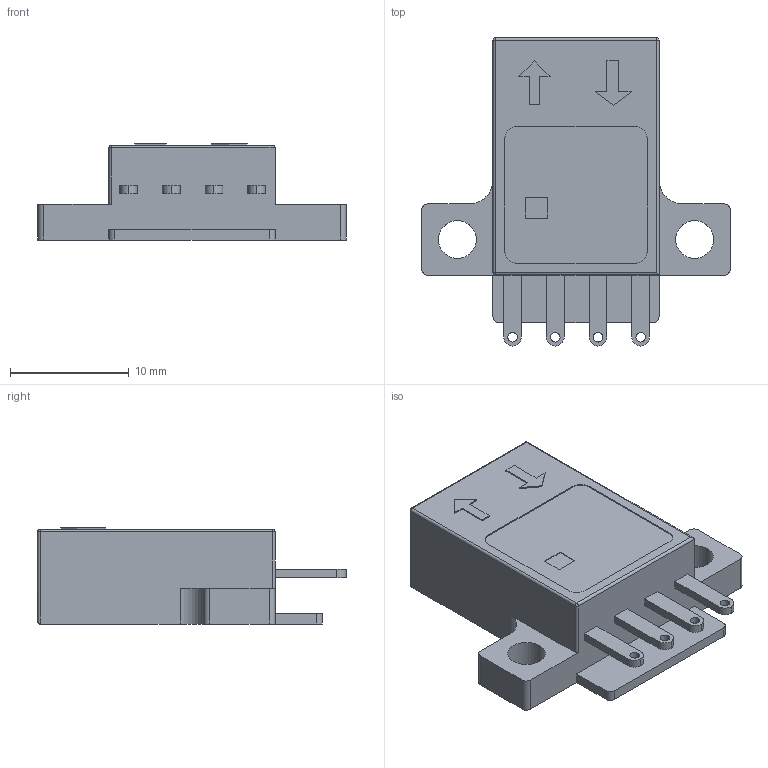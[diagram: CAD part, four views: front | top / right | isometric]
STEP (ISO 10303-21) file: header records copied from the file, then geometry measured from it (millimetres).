
FILE_DESCRIPTION (( 'STEP AP214' ), '1' );
FILE_NAME ('MP2-412.STEP', '2015-07-31T06:05:39', ( '' ), ( '' ), 'SwSTEP 2.0', 'SolidWorks 2013', '' );
FILE_SCHEMA (( 'AUTOMOTIVE_DESIGN' ));
Length unit declared in the file: millimetre
Products named in the file (1): MP2-412
Bounding box: 26 x 26 x 8.1 mm (x, y, z)
Volume: 857.5 mm3; surface area: 2467.1 mm2
Topology: 1 solids, 2 shells, 112 faces, 288 edges, 186 vertices
Faces by surface type: plane 69, cylinder 40, sphere 3
Entity records: 3885 total; most frequent: CARTESIAN_POINT 593, DIRECTION 582, ORIENTED_EDGE 570, EDGE_CURVE 285, LINE 208, VECTOR 208, AXIS2_PLACEMENT_3D 187, VERTEX_POINT 186
